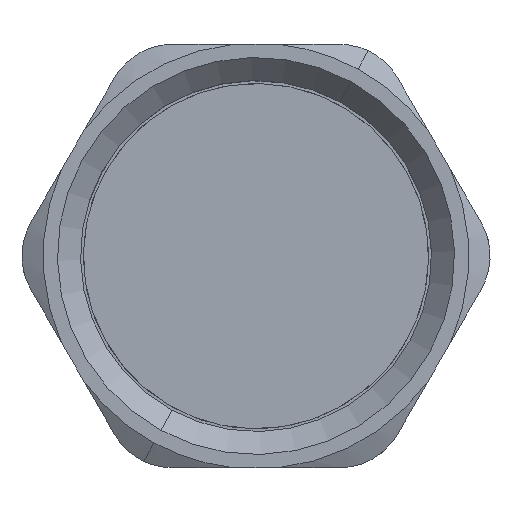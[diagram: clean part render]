
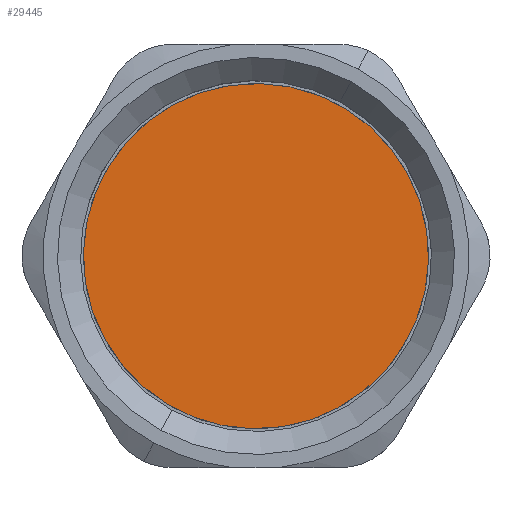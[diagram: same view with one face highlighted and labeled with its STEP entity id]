
A CAD part, top view. The second image highlights one B-rep face of the part: STEP entity #29445.
In plain terms, the highlighted planar face has unit normal (0, 0, 1).
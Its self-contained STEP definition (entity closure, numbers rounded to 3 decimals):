
#29316=CARTESIAN_POINT('Vertex',(-7.191,13.164,2.)) ;
#29319=CARTESIAN_POINT('Axis2P3D Location',(0.,0.,2.)) ;
#29323=CARTESIAN_POINT('Vertex',(7.191,-13.164,2.)) ;
#29338=CARTESIAN_POINT('Axis2P3D Location',(0.,0.,2.)) ;
#29436=CARTESIAN_POINT('Axis2P3D Location',(0.,10.5,2.)) ;
#29320=DIRECTION('Axis2P3D Direction',(0.,0.,1.)) ;
#29339=DIRECTION('Axis2P3D Direction',(0.,0.,1.)) ;
#29437=DIRECTION('Axis2P3D Direction',(0.,0.,1.)) ;
#29438=DIRECTION('Axis2P3D XDirection',(1.,0.,0.)) ;
#29321=AXIS2_PLACEMENT_3D('Circle Axis2P3D',#29319,#29320,$) ;
#29340=AXIS2_PLACEMENT_3D('Circle Axis2P3D',#29338,#29339,$) ;
#29439=AXIS2_PLACEMENT_3D('Plane Axis2P3D',#29436,#29437,#29438) ;
#29442=ORIENTED_EDGE('',*,*,#29325,.T.) ;
#29443=ORIENTED_EDGE('',*,*,#29342,.T.) ;
#29445=ADVANCED_FACE('PartBody',(#29444),#29440,.T.) ;
#29322=CIRCLE('generated circle',#29321,15.) ;
#29341=CIRCLE('generated circle',#29340,15.) ;
#29325=EDGE_CURVE('',#29324,#29317,#29322,.T.) ;
#29342=EDGE_CURVE('',#29317,#29324,#29341,.T.) ;
#29441=EDGE_LOOP('',(#29442,#29443)) ;
#29444=FACE_OUTER_BOUND('',#29441,.T.) ;
#29440=PLANE('',#29439) ;
#29317=VERTEX_POINT('',#29316) ;
#29324=VERTEX_POINT('',#29323) ;
